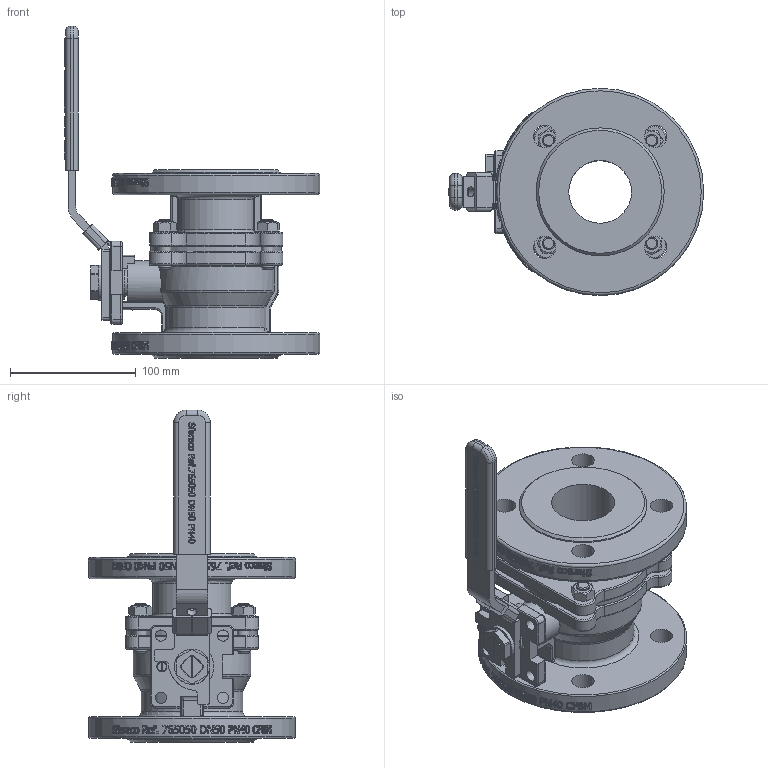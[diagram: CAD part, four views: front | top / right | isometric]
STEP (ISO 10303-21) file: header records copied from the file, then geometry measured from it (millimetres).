
FILE_DESCRIPTION(/* description */ ('765050'),/* implementation_level */ '2;1');
FILE_NAME(/* name */ '765050.stp',/* time_stamp */ '2017-02-24T13:18:59+01:00',/* author */ ('jmorand'),/* organization */ ('Sferaco'),/* preprocessor_version */ 'ST-DEVELOPER v16.5',/* originating_system */ 'Autodesk Inventor 2017',/* authorisation */ '');
FILE_SCHEMA (('AUTOMOTIVE_DESIGN { 1 0 10303 214 3 1 1 }'));
Products named in the file (1): 765050_bd
Bounding box: 203.5 x 165 x 264.5 mm (x, y, z)
Volume: 1271060.1 mm3; surface area: 207636.5 mm2
Topology: 1 solids, 2 shells, 1928 faces, 5160 edges, 3363 vertices
Faces by surface type: bspline 779, plane 753, cylinder 282, torus 92, cone 22
Full cylindrical faces by diameter (mm): 4.917 x1, 8 x2, 9 x4, 10 x12, 10.5 x4, 18 x9, 18.5 x3, 22 x1, 26 x1, 28 x3, 35 x1, 50 x1, 102 x2, 104 x1, 165 x2
Entity records: 77576 total; most frequent: CARTESIAN_POINT 32375, ORIENTED_EDGE 10148, DIRECTION 6757, EDGE_CURVE 5073, VERTEX_POINT 3344, LINE 2481, VECTOR 2481, EDGE_LOOP 2196
